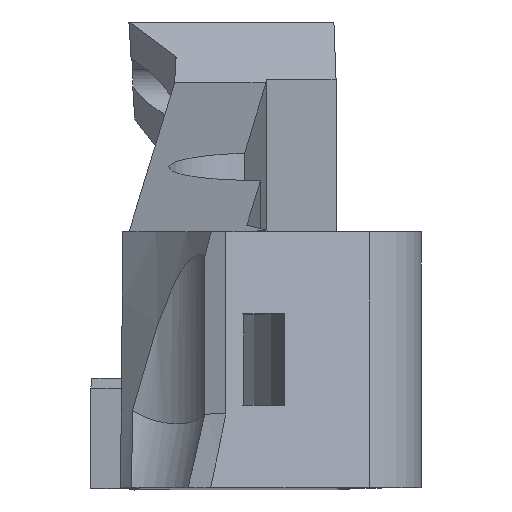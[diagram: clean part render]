
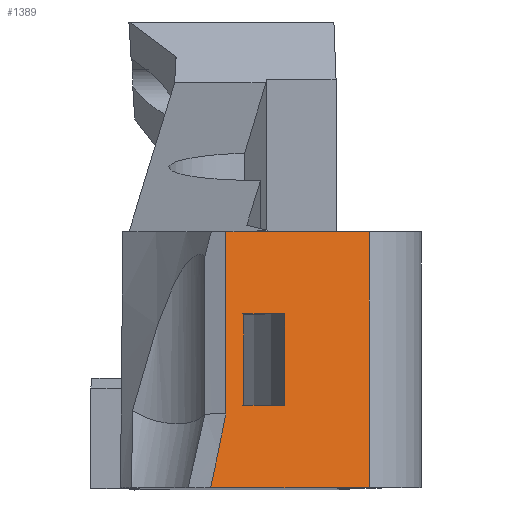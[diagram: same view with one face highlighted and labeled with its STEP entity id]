
A CAD part, top view. The second image highlights one B-rep face of the part: STEP entity #1389.
In plain terms, the highlighted planar face has unit normal (0.458, 0, 0.889).
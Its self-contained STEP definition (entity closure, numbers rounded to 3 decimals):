
#27=ELLIPSE('',#1509,85.951,20.667);
#52=FACE_BOUND('',#236,.T.);
#99=PLANE('',#1511);
#162=FACE_OUTER_BOUND('',#235,.T.);
#235=EDGE_LOOP('',(#1259,#1260,#1261,#1262,#1263));
#236=EDGE_LOOP('',(#1264,#1265,#1266,#1267));
#258=LINE('',#1952,#412);
#374=LINE('',#2209,#528);
#395=LINE('',#2269,#549);
#396=LINE('',#2306,#550);
#397=LINE('',#2307,#551);
#398=LINE('',#2310,#552);
#399=LINE('',#2311,#553);
#400=LINE('',#2312,#554);
#412=VECTOR('',#1571,7.112);
#528=VECTOR('',#1785,10.);
#549=VECTOR('',#1856,3.);
#550=VECTOR('',#1873,5.95);
#551=VECTOR('',#1874,7.67);
#552=VECTOR('',#1875,3.);
#553=VECTOR('',#1876,1.506);
#554=VECTOR('',#1877,1.506);
#606=VERTEX_POINT('',#1949);
#607=VERTEX_POINT('',#1951);
#699=VERTEX_POINT('',#2208);
#712=VERTEX_POINT('',#2266);
#713=VERTEX_POINT('',#2268);
#718=VERTEX_POINT('',#2300);
#719=VERTEX_POINT('',#2302);
#720=VERTEX_POINT('',#2308);
#721=VERTEX_POINT('',#2309);
#744=EDGE_CURVE('',#606,#607,#258,.T.);
#875=EDGE_CURVE('',#699,#607,#374,.T.);
#905=EDGE_CURVE('',#713,#712,#395,.T.);
#912=EDGE_CURVE('',#719,#718,#27,.T.);
#914=EDGE_CURVE('',#606,#719,#396,.T.);
#915=EDGE_CURVE('',#699,#718,#397,.T.);
#916=EDGE_CURVE('',#720,#721,#398,.T.);
#917=EDGE_CURVE('',#713,#720,#399,.T.);
#918=EDGE_CURVE('',#712,#721,#400,.T.);
#1259=ORIENTED_EDGE('',*,*,#875,.T.);
#1260=ORIENTED_EDGE('',*,*,#744,.F.);
#1261=ORIENTED_EDGE('',*,*,#914,.T.);
#1262=ORIENTED_EDGE('',*,*,#912,.T.);
#1263=ORIENTED_EDGE('',*,*,#915,.F.);
#1264=ORIENTED_EDGE('',*,*,#916,.F.);
#1265=ORIENTED_EDGE('',*,*,#917,.F.);
#1266=ORIENTED_EDGE('',*,*,#905,.T.);
#1267=ORIENTED_EDGE('',*,*,#918,.T.);
#1389=ADVANCED_FACE('',(#162,#52),#99,.T.);
#1509=AXIS2_PLACEMENT_3D('',#2303,#1867,#1868);
#1511=AXIS2_PLACEMENT_3D('',#2305,#1871,#1872);
#1571=DIRECTION('',(0.889,0.,-0.458));
#1785=DIRECTION('',(0.,1.,0.));
#1856=DIRECTION('',(0.,-1.,0.));
#1867=DIRECTION('center_axis',(-0.458,0.,
-0.889));
#1868=DIRECTION('ref_axis',(-0.014,1.,0.007));
#1871=DIRECTION('center_axis',(0.458,0.,0.889));
#1872=DIRECTION('ref_axis',(0.889,0.,-0.458));
#1873=DIRECTION('',(0.,-1.,0.));
#1874=DIRECTION('',(-0.889,0.,0.458));
#1875=DIRECTION('',(0.,-1.,0.));
#1876=DIRECTION('',(-0.889,0.,0.458));
#1877=DIRECTION('',(-0.889,0.,0.458));
#1949=CARTESIAN_POINT('',(-28.261,8.6,40.226));
#1951=CARTESIAN_POINT('',(-23.556,8.6,37.8));
#1952=CARTESIAN_POINT('',(-28.261,8.6,40.226));
#2208=CARTESIAN_POINT('',(-23.556,0.2,37.8));
#2209=CARTESIAN_POINT('',(-23.556,8.6,37.8));
#2266=CARTESIAN_POINT('',(-26.337,2.9,39.234));
#2268=CARTESIAN_POINT('',(-26.337,5.9,39.234));
#2269=CARTESIAN_POINT('',(-26.337,5.9,39.234));
#2300=CARTESIAN_POINT('',(-28.762,0.2,40.485));
#2302=CARTESIAN_POINT('',(-28.261,2.65,40.226));
#2303=CARTESIAN_POINT('Origin',(-42.184,62.817,47.408));
#2305=CARTESIAN_POINT('Origin',(-25.172,0.2,38.633));
#2306=CARTESIAN_POINT('',(-28.261,8.6,40.226));
#2307=CARTESIAN_POINT('',(-21.94,0.2,36.966));
#2308=CARTESIAN_POINT('',(-27.676,5.9,39.924));
#2309=CARTESIAN_POINT('',(-27.676,2.9,39.924));
#2310=CARTESIAN_POINT('',(-27.676,5.9,39.924));
#2311=CARTESIAN_POINT('',(-26.337,5.9,39.234));
#2312=CARTESIAN_POINT('',(-26.337,2.9,39.234));
